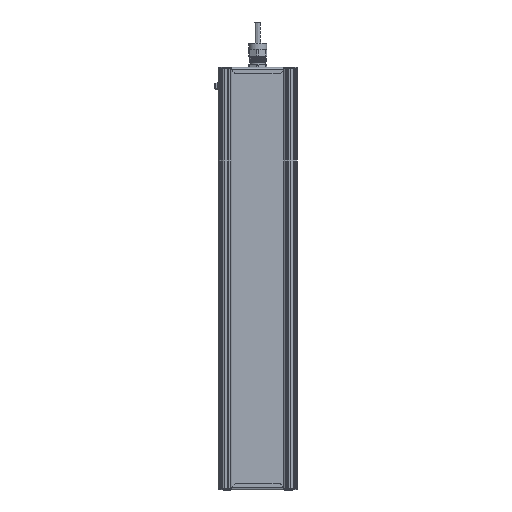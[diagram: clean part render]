
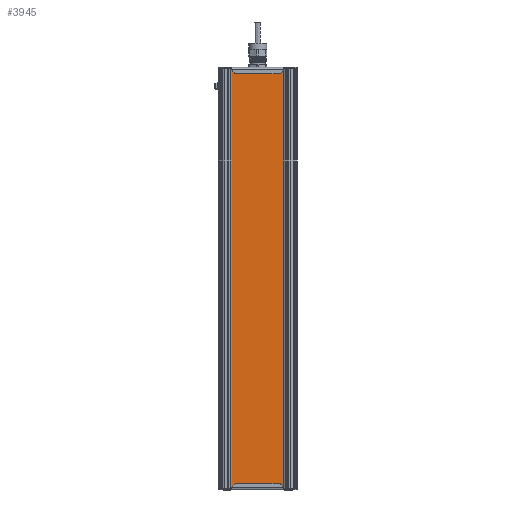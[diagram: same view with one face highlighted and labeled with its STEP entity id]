
A CAD part, front view. The second image highlights one B-rep face of the part: STEP entity #3945.
In plain terms, the highlighted face is planar.
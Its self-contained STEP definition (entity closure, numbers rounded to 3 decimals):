
#3945=ADVANCED_FACE('',(#10698),#10700,.T.);
#10698=FACE_BOUND('',#10699,.T.);
#10699=EDGE_LOOP('',(#38584,#38585,#38586,#38587));
#10700=PLANE('',#10701);
#10701=AXIS2_PLACEMENT_3D('',#10702,#10703,#10704);
#10702=CARTESIAN_POINT('',(120.465,593.492,117.308));
#10703=DIRECTION('',(0.,0.,-1.));
#10704=DIRECTION('',(0.,1.,0.));
#38584=ORIENTED_EDGE('',*,*,#44885,.T.);
#38585=ORIENTED_EDGE('',*,*,#44884,.T.);
#38586=ORIENTED_EDGE('',*,*,#44886,.F.);
#38587=ORIENTED_EDGE('',*,*,#44887,.F.);
#44884=EDGE_CURVE('',#49101,#49106,#49108,.T.);
#44885=EDGE_CURVE('',#49109,#49101,#49110,.T.);
#44886=EDGE_CURVE('',#49111,#49106,#49112,.T.);
#44887=EDGE_CURVE('',#49109,#49111,#49113,.T.);
#49101=VERTEX_POINT('',#60996);
#49106=VERTEX_POINT('',#61005);
#49108=LINE('',#61009,#61010);
#49109=VERTEX_POINT('',#61012);
#49110=LINE('',#61013,#61014);
#49111=VERTEX_POINT('',#61016);
#49112=LINE('',#61017,#61018);
#49113=LINE('',#61020,#61021);
#60996=CARTESIAN_POINT('',(120.465,679.838,117.308));
#61005=CARTESIAN_POINT('',(716.465,679.838,117.308));
#61009=CARTESIAN_POINT('',(120.465,679.838,117.308));
#61010=VECTOR('',#61011,1.);
#61011=DIRECTION('',(1.,0.,0.));
#61012=CARTESIAN_POINT('',(120.465,593.492,117.308));
#61013=CARTESIAN_POINT('',(120.465,593.492,117.308));
#61014=VECTOR('',#61015,1.);
#61015=DIRECTION('',(0.,1.,0.));
#61016=CARTESIAN_POINT('',(716.465,593.492,117.308));
#61017=CARTESIAN_POINT('',(716.465,593.492,117.308));
#61018=VECTOR('',#61019,1.);
#61019=DIRECTION('',(0.,1.,0.));
#61020=CARTESIAN_POINT('',(120.465,593.492,117.308));
#61021=VECTOR('',#61022,1.);
#61022=DIRECTION('',(1.,0.,0.));
